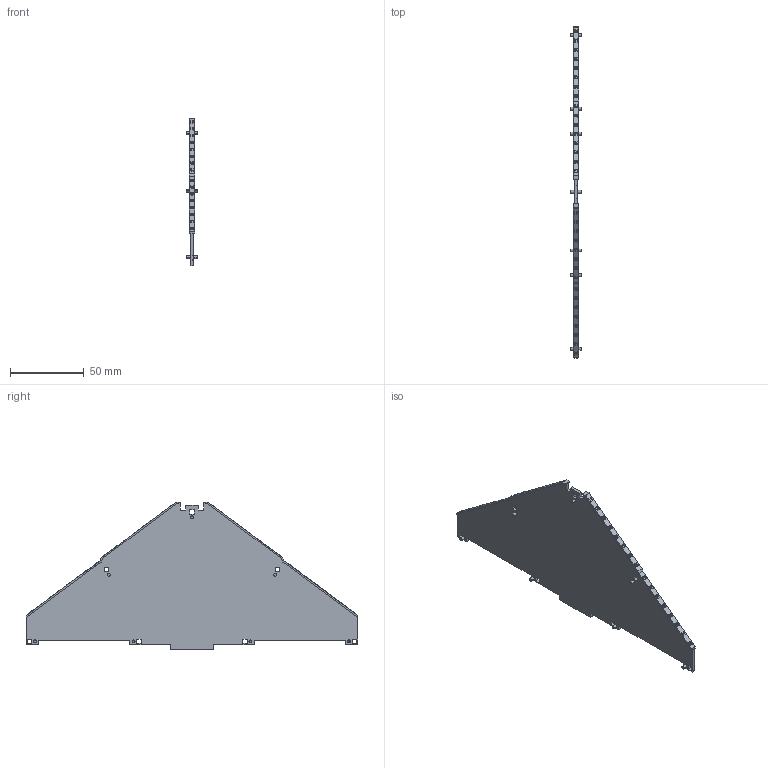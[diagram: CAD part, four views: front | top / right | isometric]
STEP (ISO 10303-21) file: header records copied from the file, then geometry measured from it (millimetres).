
FILE_DESCRIPTION(('CATIA V5 STEP Exchange','CAx-IF Rec.Pracs.--- Model Styling and Organization---1.5--- 2016-08-15','CAx-IF Rec.Pracs.---Supplemental Geometry---1.0---2011-11-01','CAx-IF Rec.Pracs.--- Composite Materials ---1.1---2010-07-15'),'2;1');
FILE_NAME ('D1451252_0', '2025-09-22T05:32:16+00:00', ('none'), ('Weidmueller'), 'CATIA Version 5-6 Release 2024 SP4', 'CATIA V5 STEP AP214 v3', 'none');
FILE_SCHEMA(('AUTOMOTIVE_DESIGN { 1 0 10303 214 1 1 1 1 }'));
Products named in the file (1): 1340340000
Bounding box: 8 x 225 x 100 mm (x, y, z)
Volume: 27589.2 mm3; surface area: 29684.9 mm2
Topology: 1 solids, 1 shells, 2125 faces, 6204 edges, 4160 vertices
Faces by surface type: plane 2087, cylinder 32, cone 6
Entity records: 67914 total; most frequent: ORIENTED_EDGE 12408, CARTESIAN_POINT 12365, DIRECTION 9992, EDGE_CURVE 6204, VECTOR 6094, LINE 6094, VERTEX_POINT 4160, EDGE_LOOP 2218
